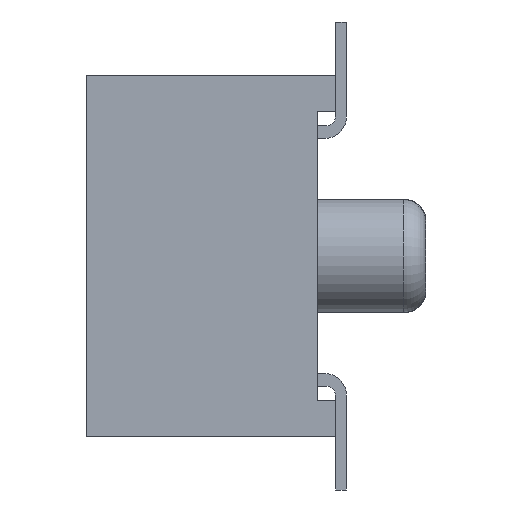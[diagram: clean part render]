
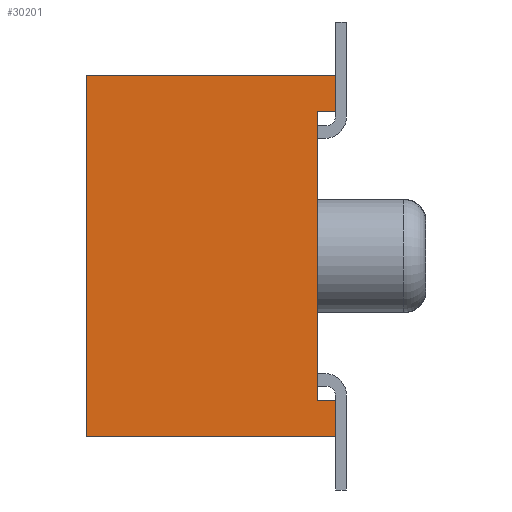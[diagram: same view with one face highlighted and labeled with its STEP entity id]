
A CAD part, left-side view. The second image highlights one B-rep face of the part: STEP entity #30201.
In plain terms, the highlighted planar face has unit normal (-1, 0, 0).
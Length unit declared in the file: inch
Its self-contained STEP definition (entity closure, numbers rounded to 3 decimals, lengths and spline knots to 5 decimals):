
#286=ORIENTED_EDGE('',*,*,#9122,.T.);
#287=ORIENTED_EDGE('',*,*,#9123,.T.);
#288=ORIENTED_EDGE('',*,*,#9124,.F.);
#289=ORIENTED_EDGE('',*,*,#9125,.F.);
#290=ORIENTED_EDGE('',*,*,#9126,.T.);
#291=ORIENTED_EDGE('',*,*,#9127,.T.);
#292=ORIENTED_EDGE('',*,*,#9128,.T.);
#293=ORIENTED_EDGE('',*,*,#9129,.T.);
#9122=EDGE_CURVE('',#13540,#13541,#16434,.T.);
#9123=EDGE_CURVE('',#13541,#13542,#16435,.T.);
#9124=EDGE_CURVE('',#13543,#13542,#16436,.T.);
#9125=EDGE_CURVE('',#13544,#13543,#16437,.T.);
#9126=EDGE_CURVE('',#13544,#13545,#16438,.T.);
#9127=EDGE_CURVE('',#13545,#13546,#16439,.T.);
#9128=EDGE_CURVE('',#13546,#13547,#16440,.T.);
#9129=EDGE_CURVE('',#13547,#13540,#16441,.T.);
#13540=VERTEX_POINT('',#41224);
#13541=VERTEX_POINT('',#41225);
#13542=VERTEX_POINT('',#41227);
#13543=VERTEX_POINT('',#41229);
#13544=VERTEX_POINT('',#41231);
#13545=VERTEX_POINT('',#41233);
#13546=VERTEX_POINT('',#41235);
#13547=VERTEX_POINT('',#41237);
#16434=LINE('',#41223,#20686);
#16435=LINE('',#41226,#20687);
#16436=LINE('',#41228,#20688);
#16437=LINE('',#41230,#20689);
#16438=LINE('',#41232,#20690);
#16439=LINE('',#41234,#20691);
#16440=LINE('',#41236,#20692);
#16441=LINE('',#41238,#20693);
#20686=VECTOR('',#33523,39.37008);
#20687=VECTOR('',#33524,39.37008);
#20688=VECTOR('',#33525,39.37008);
#20689=VECTOR('',#33526,39.37008);
#20690=VECTOR('',#33527,39.37008);
#20691=VECTOR('',#33528,39.37008);
#20692=VECTOR('',#33529,39.37008);
#20693=VECTOR('',#33530,39.37008);
#24938=EDGE_LOOP('',(#286,#287,#288,#289,#290,#291,#292,#293));
#26834=FACE_BOUND('',#24938,.T.);
#28730=PLANE('',#31795);
#30201=ADVANCED_FACE('',(#26834),#28730,.F.);
#31795=AXIS2_PLACEMENT_3D('',#41222,#33521,#33522);
#33521=DIRECTION('',(1.,0.,0.));
#33522=DIRECTION('',(0.,0.,-1.));
#33523=DIRECTION('',(0.,-1.,0.));
#33524=DIRECTION('',(0.,0.,1.));
#33525=DIRECTION('',(0.,-1.,0.));
#33526=DIRECTION('',(0.,0.,1.));
#33527=DIRECTION('',(0.,-1.,0.));
#33528=DIRECTION('',(0.,0.,1.));
#33529=DIRECTION('',(0.,1.,0.));
#33530=DIRECTION('',(0.,0.,1.));
#41222=CARTESIAN_POINT('',(-1.,0.138,-0.1));
#41223=CARTESIAN_POINT('',(-1.,0.01,0.08));
#41224=CARTESIAN_POINT('',(-1.,0.01,0.08));
#41225=CARTESIAN_POINT('',(-1.,0.,0.08));
#41226=CARTESIAN_POINT('',(-1.,0.,-0.1));
#41227=CARTESIAN_POINT('',(-1.,0.,0.1));
#41228=CARTESIAN_POINT('',(-1.,0.138,0.1));
#41229=CARTESIAN_POINT('',(-1.,0.138,0.1));
#41230=CARTESIAN_POINT('',(-1.,0.138,-0.1));
#41231=CARTESIAN_POINT('',(-1.,0.138,-0.1));
#41232=CARTESIAN_POINT('',(-1.,0.138,-0.1));
#41233=CARTESIAN_POINT('',(-1.,0.,-0.1));
#41234=CARTESIAN_POINT('',(-1.,0.,-0.1));
#41235=CARTESIAN_POINT('',(-1.,0.,-0.08));
#41236=CARTESIAN_POINT('',(-1.,0.,-0.08));
#41237=CARTESIAN_POINT('',(-1.,0.01,-0.08));
#41238=CARTESIAN_POINT('',(-1.,0.01,-0.08));
